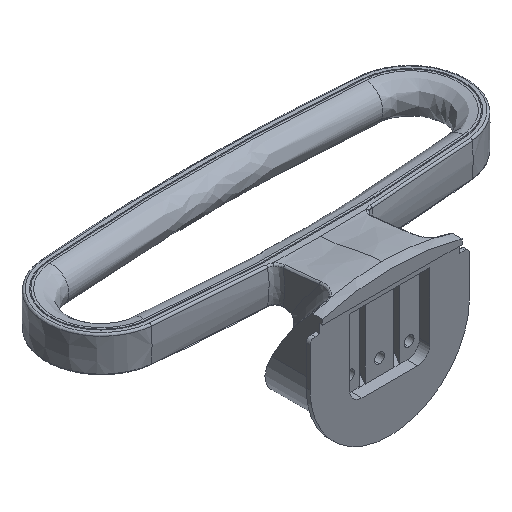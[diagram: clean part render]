
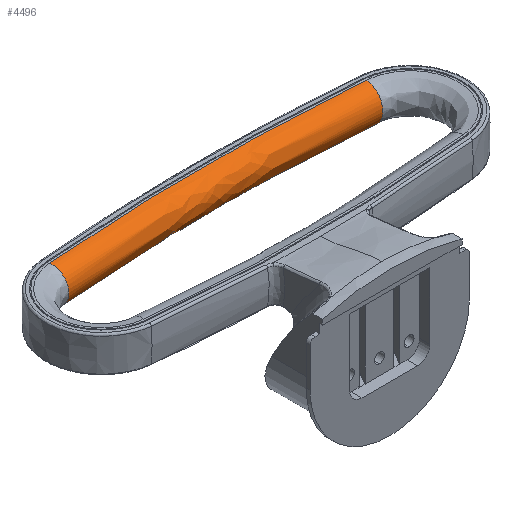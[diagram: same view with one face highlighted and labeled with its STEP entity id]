
A CAD part, isometric view. The second image highlights one B-rep face of the part: STEP entity #4496.
In plain terms, the highlighted free-form (B-spline) face has degree [3, 3] with [4, 4] control points.
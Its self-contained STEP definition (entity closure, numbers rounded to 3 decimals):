
#141 = CARTESIAN_POINT ( 'NONE',  ( 157.04, 212.457, 208. ) ) ;
#170 = CARTESIAN_POINT ( 'NONE',  ( 52.468, 221.186, 244. ) ) ;
#789 = AXIS2_PLACEMENT_3D ( 'NONE', #5889, #3252, #2007 ) ;
#793 = CARTESIAN_POINT ( 'NONE',  ( -160.035, 248.332, 244. ) ) ;
#1021 = CARTESIAN_POINT ( 'NONE',  ( -160.035, 248.332, 226. ) ) ;
#1180 = ORIENTED_EDGE ( 'NONE', *, *, #3701, .F. ) ;
#1601 = DIRECTION ( 'NONE',  ( -0.083, 0.997, 0. ) ) ;
#1634 = CARTESIAN_POINT ( 'NONE',  ( -157.04, 212.457, 244. ) ) ;
#1702 = CARTESIAN_POINT ( 'NONE',  ( -160.035, 248.332, 208. ) ) ;
#1872 = CARTESIAN_POINT ( 'NONE',  ( 160.035, 248.332, 208. ) ) ;
#2007 = DIRECTION ( 'NONE',  ( 0.083, 0.997, 0. ) ) ;
#2086 = CARTESIAN_POINT ( 'NONE',  ( 160.035, 248.332, 244. ) ) ;
#2089 = CIRCLE ( 'NONE', #789, 18. ) ;
#2342 = CARTESIAN_POINT ( 'NONE',  ( -53.468, 257.228, 208. ) ) ;
#2660 = CARTESIAN_POINT ( 'NONE',  ( 53.468, 257.228, 208. ) ) ;
#2690 = CARTESIAN_POINT ( 'NONE',  ( -53.468, 257.228, 244. ) ) ;
#3093 = CARTESIAN_POINT ( 'NONE',  ( -160.035, 248.332, 244. ) ) ;
#3117 = ORIENTED_EDGE ( 'NONE', *, *, #5746, .T. ) ;
#3252 = DIRECTION ( 'NONE',  ( 0.997, -0.083, 0. ) ) ;
#3305 = CARTESIAN_POINT ( 'NONE',  ( -106.782, 252.777, 244. ) ) ;
#3332 = EDGE_CURVE ( 'NONE', #4347, #7028, #5524, .T. ) ;
#3363 = CARTESIAN_POINT ( 'NONE',  ( -53.437, 255., 244. ) ) ;
#3650 = VERTEX_POINT ( 'NONE', #1872 ) ;
#3701 = EDGE_CURVE ( 'NONE', #6276, #3650, #2089, .T. ) ;
#3762 = FACE_OUTER_BOUND ( 'NONE', #6537, .T. ) ;
#3825 = ORIENTED_EDGE ( 'NONE', *, *, #3332, .T. ) ;
#3931 = CARTESIAN_POINT ( 'NONE',  ( -53.468, 257.228, 208. ) ) ;
#3966 = CARTESIAN_POINT ( 'NONE',  ( 157.04, 212.457, 244. ) ) ;
#4023 = CARTESIAN_POINT ( 'NONE',  ( 160.035, 248.332, 244. ) ) ;
#4165 = CARTESIAN_POINT ( 'NONE',  ( -157.04, 212.457, 208. ) ) ;
#4206 = DIRECTION ( 'NONE',  ( 0.997, 0.083, 0. ) ) ;
#4347 = VERTEX_POINT ( 'NONE', #3093 ) ;
#4496 = ADVANCED_FACE ( 'NONE', ( #3762 ), #5799, .T. ) ;
#4499 = AXIS2_PLACEMENT_3D ( 'NONE', #1021, #4206, #1601 ) ;
#4563 = CARTESIAN_POINT ( 'NONE',  ( 106.782, 252.777, 244. ) ) ;
#4612 = CARTESIAN_POINT ( 'NONE',  ( -160.035, 248.332, 244. ) ) ;
#4965 = EDGE_CURVE ( 'NONE', #4347, #6276, #6582, .T. ) ;
#5183 = CARTESIAN_POINT ( 'NONE',  ( 53.437, 255., 244. ) ) ;
#5231 = CARTESIAN_POINT ( 'NONE',  ( -52.468, 221.186, 208. ) ) ;
#5524 = CIRCLE ( 'NONE', #4499, 18. ) ;
#5735 = ORIENTED_EDGE ( 'NONE', *, *, #4965, .F. ) ;
#5746 = EDGE_CURVE ( 'NONE', #7028, #3650, #7189, .T. ) ;
#5799 =( BOUNDED_SURFACE ( )  B_SPLINE_SURFACE ( 3, 3, ( 
 ( #6458, #2660, #3931, #7096 ),
 ( #141, #6049, #5231, #4165 ),
 ( #3966, #170, #7360, #1634 ),
 ( #2086, #6017, #2690, #4612 ) ),
 .UNSPECIFIED., .F., .F., .F. ) 
 B_SPLINE_SURFACE_WITH_KNOTS ( ( 4, 4 ),
 ( 4, 4 ),
 ( 0., 1. ),
 ( 0., 1. ),
 .UNSPECIFIED. ) 
 GEOMETRIC_REPRESENTATION_ITEM ( )  RATIONAL_B_SPLINE_SURFACE ( (
 ( 1., 0.998, 0.998, 1.),
 ( 0.333, 0.333, 0.333, 0.333),
 ( 0.333, 0.333, 0.333, 0.333),
 ( 1., 0.998, 0.998, 1.) ) ) 
 REPRESENTATION_ITEM ( '' )  SURFACE ( )  );
#5889 = CARTESIAN_POINT ( 'NONE',  ( 160.035, 248.332, 226. ) ) ;
#6017 = CARTESIAN_POINT ( 'NONE',  ( 53.468, 257.228, 244. ) ) ;
#6049 = CARTESIAN_POINT ( 'NONE',  ( 52.468, 221.186, 208. ) ) ;
#6276 = VERTEX_POINT ( 'NONE', #6298 ) ;
#6298 = CARTESIAN_POINT ( 'NONE',  ( 160.035, 248.332, 244. ) ) ;
#6458 = CARTESIAN_POINT ( 'NONE',  ( 160.035, 248.332, 208. ) ) ;
#6537 = EDGE_LOOP ( 'NONE', ( #3825, #3117, #1180, #5735 ) ) ;
#6582 = B_SPLINE_CURVE_WITH_KNOTS ( 'NONE', 3,
 ( #793, #3305, #3363, #5183, #4563, #4023 ),
 .UNSPECIFIED., .F., .F.,
 ( 4, 2, 4 ),
 ( 0., 0.5, 1. ),
 .UNSPECIFIED. ) ;
#6776 = CARTESIAN_POINT ( 'NONE',  ( 53.468, 257.228, 208. ) ) ;
#7028 = VERTEX_POINT ( 'NONE', #7849 ) ;
#7096 = CARTESIAN_POINT ( 'NONE',  ( -160.035, 248.332, 208. ) ) ;
#7189 =( BOUNDED_CURVE ( )  B_SPLINE_CURVE ( 3, ( #1702, #2342, #6776, #7474 ),
 .UNSPECIFIED., .F., .T. ) 
 B_SPLINE_CURVE_WITH_KNOTS ( ( 4, 4 ),
 ( 0., 1. ),
 .UNSPECIFIED. ) 
 CURVE ( )  GEOMETRIC_REPRESENTATION_ITEM ( )  RATIONAL_B_SPLINE_CURVE ( ( 1., 0.998, 0.998, 1. ) ) 
 REPRESENTATION_ITEM ( '' )  );
#7360 = CARTESIAN_POINT ( 'NONE',  ( -52.468, 221.186, 244. ) ) ;
#7474 = CARTESIAN_POINT ( 'NONE',  ( 160.035, 248.332, 208. ) ) ;
#7849 = CARTESIAN_POINT ( 'NONE',  ( -160.035, 248.332, 208. ) ) ;
